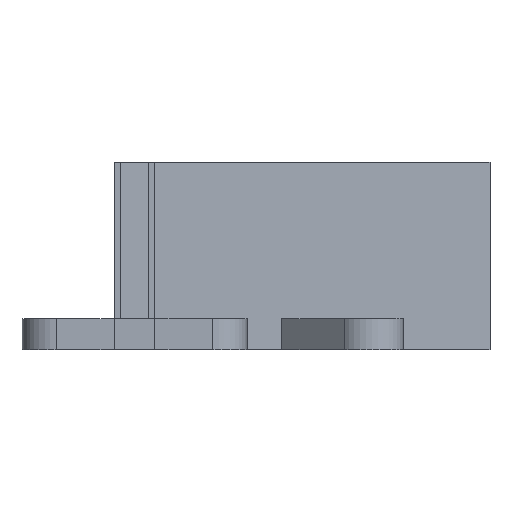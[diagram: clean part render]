
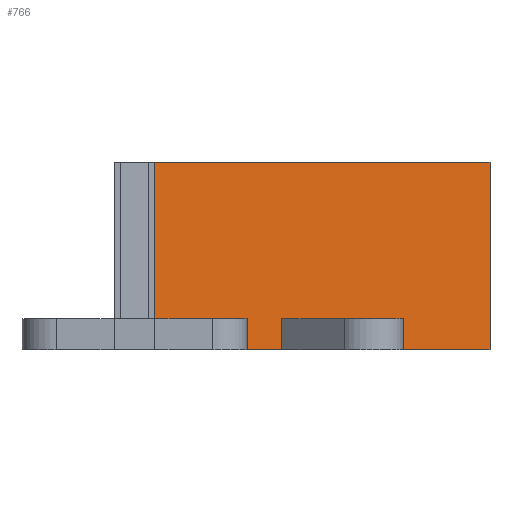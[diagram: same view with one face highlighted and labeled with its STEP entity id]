
A CAD part, left-side view. The second image highlights one B-rep face of the part: STEP entity #766.
In plain terms, the highlighted planar face has unit normal (-0.707, -0.707, 0).
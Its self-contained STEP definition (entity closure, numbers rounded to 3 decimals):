
#72=PLANE('',#841);
#108=FACE_OUTER_BOUND('',#148,.T.);
#148=EDGE_LOOP('',(#661,#662,#663,#664,#665,#666,#667,#668));
#169=LINE('',#1103,#255);
#175=LINE('',#1118,#261);
#176=LINE('',#1120,#262);
#232=LINE('',#1251,#318);
#233=LINE('',#1253,#319);
#234=LINE('',#1255,#320);
#235=LINE('',#1257,#321);
#236=LINE('',#1258,#322);
#255=VECTOR('',#894,10.);
#261=VECTOR('',#908,10.);
#262=VECTOR('',#911,10.);
#318=VECTOR('',#1025,10.);
#319=VECTOR('',#1028,10.);
#320=VECTOR('',#1029,10.);
#321=VECTOR('',#1030,10.);
#322=VECTOR('',#1031,10.);
#366=VERTEX_POINT('',#1100);
#367=VERTEX_POINT('',#1102);
#371=VERTEX_POINT('',#1114);
#372=VERTEX_POINT('',#1116);
#417=VERTEX_POINT('',#1247);
#418=VERTEX_POINT('',#1249);
#419=VERTEX_POINT('',#1254);
#420=VERTEX_POINT('',#1256);
#439=EDGE_CURVE('',#367,#366,#169,.T.);
#447=EDGE_CURVE('',#371,#372,#175,.T.);
#448=EDGE_CURVE('',#372,#367,#176,.T.);
#512=EDGE_CURVE('',#417,#418,#232,.T.);
#513=EDGE_CURVE('',#366,#417,#233,.T.);
#514=EDGE_CURVE('',#419,#418,#234,.T.);
#515=EDGE_CURVE('',#420,#419,#235,.T.);
#516=EDGE_CURVE('',#420,#371,#236,.T.);
#661=ORIENTED_EDGE('',*,*,#439,.T.);
#662=ORIENTED_EDGE('',*,*,#513,.T.);
#663=ORIENTED_EDGE('',*,*,#512,.T.);
#664=ORIENTED_EDGE('',*,*,#514,.F.);
#665=ORIENTED_EDGE('',*,*,#515,.F.);
#666=ORIENTED_EDGE('',*,*,#516,.T.);
#667=ORIENTED_EDGE('',*,*,#447,.T.);
#668=ORIENTED_EDGE('',*,*,#448,.T.);
#766=ADVANCED_FACE('',(#108),#72,.T.);
#841=AXIS2_PLACEMENT_3D('',#1252,#1026,#1027);
#894=DIRECTION('',(0.,0.,-1.));
#908=DIRECTION('',(0.,0.,1.));
#911=DIRECTION('',(0.707,-0.707,0.));
#1025=DIRECTION('',(0.,0.,1.));
#1026=DIRECTION('center_axis',(-0.707,-0.707,0.));
#1027=DIRECTION('ref_axis',(0.707,-0.707,0.));
#1028=DIRECTION('',(0.707,-0.707,0.));
#1029=DIRECTION('',(0.707,-0.707,0.));
#1030=DIRECTION('',(0.,0.,1.));
#1031=DIRECTION('',(0.707,-0.707,0.));
#1100=CARTESIAN_POINT('',(203.043,-62.657,0.));
#1102=CARTESIAN_POINT('',(203.043,-62.657,10.));
#1103=CARTESIAN_POINT('',(203.043,-62.657,0.));
#1114=CARTESIAN_POINT('',(187.486,-47.101,0.));
#1116=CARTESIAN_POINT('',(187.486,-47.101,10.));
#1118=CARTESIAN_POINT('',(187.486,-47.101,0.));
#1120=CARTESIAN_POINT('',(171.061,-30.676,10.));
#1247=CARTESIAN_POINT('',(254.116,-113.731,0.));
#1249=CARTESIAN_POINT('',(254.116,-113.731,60.));
#1251=CARTESIAN_POINT('',(254.116,-113.731,0.));
#1252=CARTESIAN_POINT('Origin',(146.858,-6.472,0.));
#1253=CARTESIAN_POINT('',(146.858,-6.472,0.));
#1254=CARTESIAN_POINT('',(146.858,-6.472,60.));
#1255=CARTESIAN_POINT('',(146.858,-6.472,60.));
#1256=CARTESIAN_POINT('',(146.858,-6.472,0.));
#1257=CARTESIAN_POINT('',(146.858,-6.472,0.));
#1258=CARTESIAN_POINT('',(146.858,-6.472,0.));
